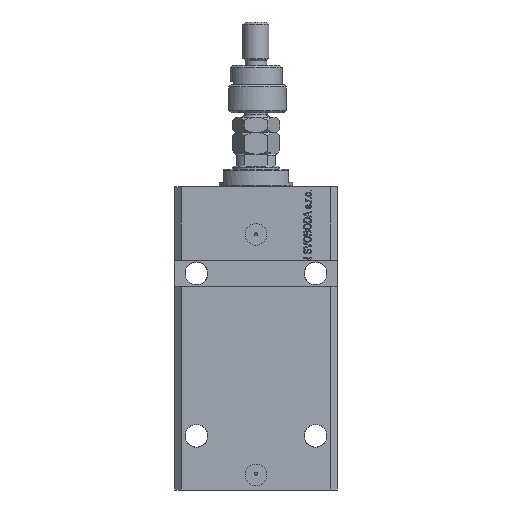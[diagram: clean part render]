
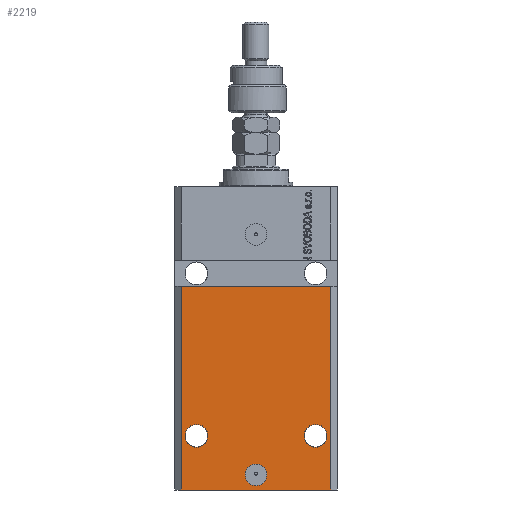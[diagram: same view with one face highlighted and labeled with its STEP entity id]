
A CAD part, front view. The second image highlights one B-rep face of the part: STEP entity #2219.
In plain terms, the highlighted planar face has unit normal (0, -1, 0).
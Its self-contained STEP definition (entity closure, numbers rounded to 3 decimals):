
#379 = AXIS2_PLACEMENT_3D ( 'NONE', #4797, #31696, #12414 ) ;
#410 = EDGE_LOOP ( 'NONE', ( #34832, #38719, #43615, #43163 ) ) ;
#706 = DIRECTION ( 'NONE',  ( 0., -1., 0. ) ) ;
#708 = VECTOR ( 'NONE', #8623, 1000. ) ;
#2019 = PLANE ( 'NONE',  #16524 ) ;
#2219 = ADVANCED_FACE ( 'NONE', ( #20811, #5330, #13453, #44381 ), #2019, .T. ) ;
#3624 = CIRCLE ( 'NONE', #379, 5. ) ;
#3955 = CIRCLE ( 'NONE', #33119, 5.25 ) ;
#3999 = CIRCLE ( 'NONE', #24254, 5.25 ) ;
#4272 = EDGE_CURVE ( 'NONE', #23989, #13530, #3624, .T. ) ;
#4376 = DIRECTION ( 'NONE',  ( -1., 0., 0. ) ) ;
#4797 = CARTESIAN_POINT ( 'NONE',  ( 0., -27.5, -133. ) ) ;
#5142 = CARTESIAN_POINT ( 'NONE',  ( -27.5, -27.5, -115. ) ) ;
#5330 = FACE_BOUND ( 'NONE', #31650, .T. ) ;
#7242 = VECTOR ( 'NONE', #16617, 1000. ) ;
#8233 = DIRECTION ( 'NONE',  ( 0., -1., 0. ) ) ;
#8623 = DIRECTION ( 'NONE',  ( 1., 0., 0. ) ) ;
#10862 = VERTEX_POINT ( 'NONE', #48354 ) ;
#10902 = DIRECTION ( 'NONE',  ( 0., -1., 0. ) ) ;
#11159 = AXIS2_PLACEMENT_3D ( 'NONE', #5142, #20625, #13030 ) ;
#11428 = CARTESIAN_POINT ( 'NONE',  ( -34.5, -27.5, -46. ) ) ;
#12414 = DIRECTION ( 'NONE',  ( 1., 0., 0. ) ) ;
#12559 = LINE ( 'NONE', #48305, #7242 ) ;
#13030 = DIRECTION ( 'NONE',  ( -1., 0., 0. ) ) ;
#13242 = EDGE_CURVE ( 'NONE', #14571, #49399, #32673, .T. ) ;
#13453 = FACE_BOUND ( 'NONE', #25322, .T. ) ;
#13530 = VERTEX_POINT ( 'NONE', #21449 ) ;
#14571 = VERTEX_POINT ( 'NONE', #11428 ) ;
#15209 = CIRCLE ( 'NONE', #11159, 5.25 ) ;
#15520 = ORIENTED_EDGE ( 'NONE', *, *, #34233, .F. ) ;
#16309 = EDGE_CURVE ( 'NONE', #10862, #28500, #39303, .T. ) ;
#16524 = AXIS2_PLACEMENT_3D ( 'NONE', #21063, #24365, #24110 ) ;
#16617 = DIRECTION ( 'NONE',  ( 0., 0., 1. ) ) ;
#17397 = EDGE_CURVE ( 'NONE', #10862, #14571, #12559, .T. ) ;
#18498 = EDGE_CURVE ( 'NONE', #49075, #18597, #3999, .T. ) ;
#18597 = VERTEX_POINT ( 'NONE', #34337 ) ;
#20126 = ORIENTED_EDGE ( 'NONE', *, *, #4272, .F. ) ;
#20625 = DIRECTION ( 'NONE',  ( 0., -1., 0. ) ) ;
#20766 = CARTESIAN_POINT ( 'NONE',  ( -37.5, -27.5, -46. ) ) ;
#20811 = FACE_BOUND ( 'NONE', #43738, .T. ) ;
#21063 = CARTESIAN_POINT ( 'NONE',  ( -34.5, -27.5, -140. ) ) ;
#21069 = CARTESIAN_POINT ( 'NONE',  ( -32.75, -27.5, -115. ) ) ;
#21449 = CARTESIAN_POINT ( 'NONE',  ( 5., -27.5, -133. ) ) ;
#21466 = ORIENTED_EDGE ( 'NONE', *, *, #49197, .F. ) ;
#21921 = CARTESIAN_POINT ( 'NONE',  ( -5., -27.5, -133. ) ) ;
#22706 = AXIS2_PLACEMENT_3D ( 'NONE', #35454, #706, #31667 ) ;
#23989 = VERTEX_POINT ( 'NONE', #21921 ) ;
#24110 = DIRECTION ( 'NONE',  ( 0., 0., -1. ) ) ;
#24254 = AXIS2_PLACEMENT_3D ( 'NONE', #49816, #31533, #4376 ) ;
#24365 = DIRECTION ( 'NONE',  ( 0., -1., 0. ) ) ;
#25322 = EDGE_LOOP ( 'NONE', ( #15520, #41423 ) ) ;
#26310 = CARTESIAN_POINT ( 'NONE',  ( 34.5, -27.5, -140. ) ) ;
#26443 = VERTEX_POINT ( 'NONE', #35465 ) ;
#28500 = VERTEX_POINT ( 'NONE', #41441 ) ;
#28613 = CARTESIAN_POINT ( 'NONE',  ( 34.5, -27.5, -46. ) ) ;
#29808 = VERTEX_POINT ( 'NONE', #38310 ) ;
#30178 = DIRECTION ( 'NONE',  ( 1., 0., 0. ) ) ;
#31533 = DIRECTION ( 'NONE',  ( 0., -1., 0. ) ) ;
#31650 = EDGE_LOOP ( 'NONE', ( #37262, #50088 ) ) ;
#31667 = DIRECTION ( 'NONE',  ( 1., 0., 0. ) ) ;
#31696 = DIRECTION ( 'NONE',  ( 0., -1., 0. ) ) ;
#32673 = LINE ( 'NONE', #20766, #43526 ) ;
#33119 = AXIS2_PLACEMENT_3D ( 'NONE', #37175, #8233, #34131 ) ;
#33418 = LINE ( 'NONE', #26310, #48430 ) ;
#34131 = DIRECTION ( 'NONE',  ( 1., 0., 0. ) ) ;
#34233 = EDGE_CURVE ( 'NONE', #18597, #49075, #15209, .T. ) ;
#34337 = CARTESIAN_POINT ( 'NONE',  ( -22.25, -27.5, -115. ) ) ;
#34832 = ORIENTED_EDGE ( 'NONE', *, *, #13242, .F. ) ;
#35230 = CARTESIAN_POINT ( 'NONE',  ( -34.5, -27.5, -140. ) ) ;
#35454 = CARTESIAN_POINT ( 'NONE',  ( 27.5, -27.5, -115. ) ) ;
#35465 = CARTESIAN_POINT ( 'NONE',  ( 22.25, -27.5, -115. ) ) ;
#35945 = EDGE_CURVE ( 'NONE', #28500, #49399, #33418, .T. ) ;
#37175 = CARTESIAN_POINT ( 'NONE',  ( 27.5, -27.5, -115. ) ) ;
#37262 = ORIENTED_EDGE ( 'NONE', *, *, #49362, .F. ) ;
#37799 = EDGE_CURVE ( 'NONE', #26443, #29808, #3955, .T. ) ;
#38310 = CARTESIAN_POINT ( 'NONE',  ( 32.75, -27.5, -115. ) ) ;
#38719 = ORIENTED_EDGE ( 'NONE', *, *, #17397, .F. ) ;
#39303 = LINE ( 'NONE', #35230, #708 ) ;
#41423 = ORIENTED_EDGE ( 'NONE', *, *, #18498, .F. ) ;
#41441 = CARTESIAN_POINT ( 'NONE',  ( 34.5, -27.5, -140. ) ) ;
#42886 = AXIS2_PLACEMENT_3D ( 'NONE', #45631, #10902, #30178 ) ;
#43163 = ORIENTED_EDGE ( 'NONE', *, *, #35945, .T. ) ;
#43526 = VECTOR ( 'NONE', #45082, 1000. ) ;
#43615 = ORIENTED_EDGE ( 'NONE', *, *, #16309, .T. ) ;
#43738 = EDGE_LOOP ( 'NONE', ( #21466, #20126 ) ) ;
#43767 = CIRCLE ( 'NONE', #22706, 5.25 ) ;
#44381 = FACE_OUTER_BOUND ( 'NONE', #410, .T. ) ;
#45082 = DIRECTION ( 'NONE',  ( 1., 0., 0. ) ) ;
#45631 = CARTESIAN_POINT ( 'NONE',  ( 0., -27.5, -133. ) ) ;
#46143 = CIRCLE ( 'NONE', #42886, 5. ) ;
#48305 = CARTESIAN_POINT ( 'NONE',  ( -34.5, -27.5, -140. ) ) ;
#48354 = CARTESIAN_POINT ( 'NONE',  ( -34.5, -27.5, -140. ) ) ;
#48430 = VECTOR ( 'NONE', #49635, 1000. ) ;
#49075 = VERTEX_POINT ( 'NONE', #21069 ) ;
#49197 = EDGE_CURVE ( 'NONE', #13530, #23989, #46143, .T. ) ;
#49362 = EDGE_CURVE ( 'NONE', #29808, #26443, #43767, .T. ) ;
#49399 = VERTEX_POINT ( 'NONE', #28613 ) ;
#49635 = DIRECTION ( 'NONE',  ( 0., 0., 1. ) ) ;
#49816 = CARTESIAN_POINT ( 'NONE',  ( -27.5, -27.5, -115. ) ) ;
#50088 = ORIENTED_EDGE ( 'NONE', *, *, #37799, .F. ) ;
